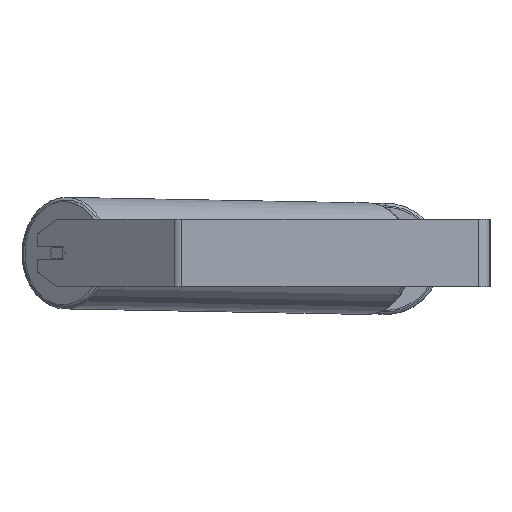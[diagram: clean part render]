
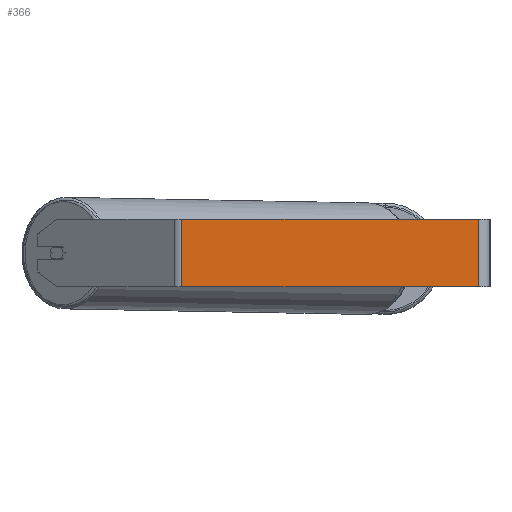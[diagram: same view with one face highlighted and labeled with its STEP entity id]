
A CAD part, left-side view. The second image highlights one B-rep face of the part: STEP entity #366.
In plain terms, the highlighted planar face has unit normal (-1, 0, 0).
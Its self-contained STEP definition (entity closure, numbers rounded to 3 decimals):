
#149 = EDGE_CURVE ( 'NONE', #6247, #4636, #2123, .T. ) ;
#169 = CARTESIAN_POINT ( 'NONE',  ( -900., 372.462, 40. ) ) ;
#366 = ADVANCED_FACE ( 'NONE', ( #451 ), #5871, .F. ) ;
#403 = CARTESIAN_POINT ( 'NONE',  ( -900., 372.462, 40. ) ) ;
#428 = VECTOR ( 'NONE', #4838, 1000. ) ;
#451 = FACE_OUTER_BOUND ( 'NONE', #8384, .T. ) ;
#548 = CARTESIAN_POINT ( 'NONE',  ( -900., 372.462, -40. ) ) ;
#668 = EDGE_CURVE ( 'NONE', #4636, #1452, #5734, .T. ) ;
#1452 = VERTEX_POINT ( 'NONE', #4895 ) ;
#2115 = CARTESIAN_POINT ( 'NONE',  ( -900., 367.367, 40. ) ) ;
#2123 = LINE ( 'NONE', #169, #3279 ) ;
#2378 = ORIENTED_EDGE ( 'NONE', *, *, #149, .F. ) ;
#2828 = DIRECTION ( 'NONE',  ( 0., -1., 0. ) ) ;
#2875 = ORIENTED_EDGE ( 'NONE', *, *, #8465, .T. ) ;
#3279 = VECTOR ( 'NONE', #2828, 1000. ) ;
#3286 = VECTOR ( 'NONE', #3698, 1000. ) ;
#3698 = DIRECTION ( 'NONE',  ( 0., 0., -1. ) ) ;
#3748 = CARTESIAN_POINT ( 'NONE',  ( -900., 14., 40. ) ) ;
#4522 = DIRECTION ( 'NONE',  ( 0., -1., 0. ) ) ;
#4619 = CARTESIAN_POINT ( 'NONE',  ( -900., 14., 40. ) ) ;
#4636 = VERTEX_POINT ( 'NONE', #3748 ) ;
#4753 = LINE ( 'NONE', #2115, #428 ) ;
#4838 = DIRECTION ( 'NONE',  ( 0., 0., -1. ) ) ;
#4895 = CARTESIAN_POINT ( 'NONE',  ( -900., 14., -40. ) ) ;
#5049 = CARTESIAN_POINT ( 'NONE',  ( -900., 367.367, -40. ) ) ;
#5218 = DIRECTION ( 'NONE',  ( 1., 0., 0. ) ) ;
#5734 = LINE ( 'NONE', #4619, #3286 ) ;
#5871 = PLANE ( 'NONE',  #8643 ) ;
#5877 = VERTEX_POINT ( 'NONE', #5049 ) ;
#6247 = VERTEX_POINT ( 'NONE', #7139 ) ;
#7139 = CARTESIAN_POINT ( 'NONE',  ( -900., 367.367, 40. ) ) ;
#7222 = VECTOR ( 'NONE', #4522, 1000. ) ;
#7261 = LINE ( 'NONE', #548, #7222 ) ;
#7323 = EDGE_CURVE ( 'NONE', #5877, #1452, #7261, .T. ) ;
#7800 = ORIENTED_EDGE ( 'NONE', *, *, #668, .F. ) ;
#7890 = DIRECTION ( 'NONE',  ( 0., 0., -1. ) ) ;
#8384 = EDGE_LOOP ( 'NONE', ( #8680, #7800, #2378, #2875 ) ) ;
#8465 = EDGE_CURVE ( 'NONE', #6247, #5877, #4753, .T. ) ;
#8643 = AXIS2_PLACEMENT_3D ( 'NONE', #403, #5218, #7890 ) ;
#8680 = ORIENTED_EDGE ( 'NONE', *, *, #7323, .T. ) ;
